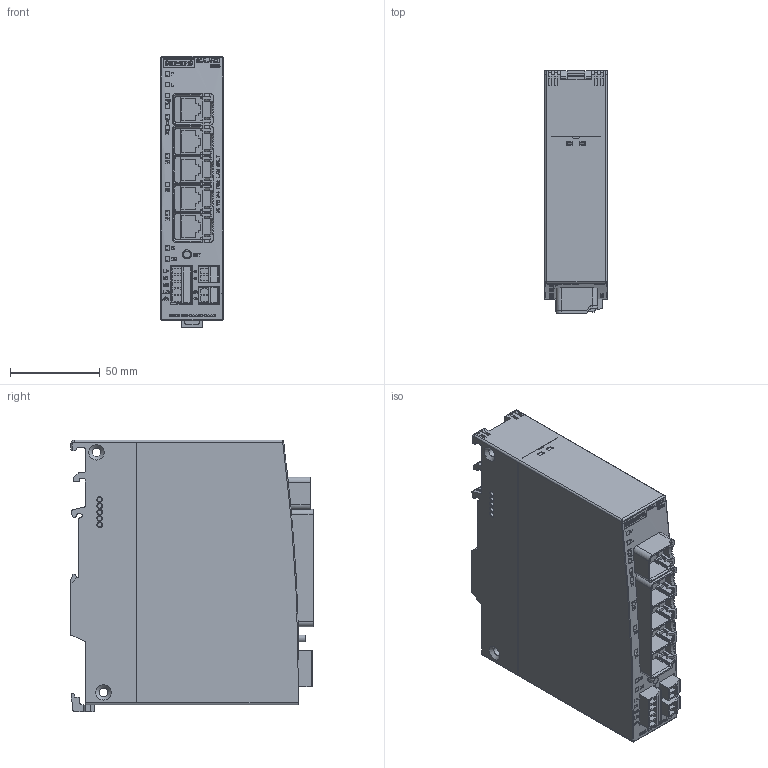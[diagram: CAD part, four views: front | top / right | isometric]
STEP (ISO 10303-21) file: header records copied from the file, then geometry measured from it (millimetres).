
FILE_DESCRIPTION(/* description */ (''),/* implementation_level */ '2;1');
FILE_NAME(/* name */ '6GK5615-0AA00-2AA2_3d.stp',/* time_stamp */ '2022-02-15T09:32:10+01:00',/* author */ (''),/* organization */ (''),/* preprocessor_version */ 'ST-DEVELOPER v18.1',/* originating_system */ 'SIEMENS PLM Software NX 1973',/* authorisation */ '');
FILE_SCHEMA (('AUTOMOTIVE_DESIGN { 1 0 10303 214 3 1 1 1 }'));
Products named in the file (6): Beschriftung; Stecker; Adapter; Plug; Body; 035_6GK5615-0AA00-2AA2_stp
Assembly tree (5 placements, depth 2):
  035_6GK5615-0AA00-2AA2_stp
    Body
    Plug
    Adapter
    Stecker
    Beschriftung
Bounding box: 34.8 x 134.7 x 151 mm (x, y, z)
Volume: 596903.3 mm3; surface area: 82079.2 mm2
Topology: 6 solids, 97 shells, 2072 faces, 7415 edges, 5606 vertices
Faces by surface type: plane 1670, cylinder 335, cone 50, bspline 11, torus 4, extrusion 2
Full cylindrical faces by diameter (mm): 1.6 x16, 2 x2, 2.8 x9, 2.9 x9, 3.8 x1, 4.771 x2
Entity records: 94885 total; most frequent: CARTESIAN_POINT 16558, ORIENTED_EDGE 12653, DIRECTION 11955, EDGE_CURVE 7342, VECTOR 6371, LINE 6369, VERTEX_POINT 5587, AXIS2_PLACEMENT_3D 2792
